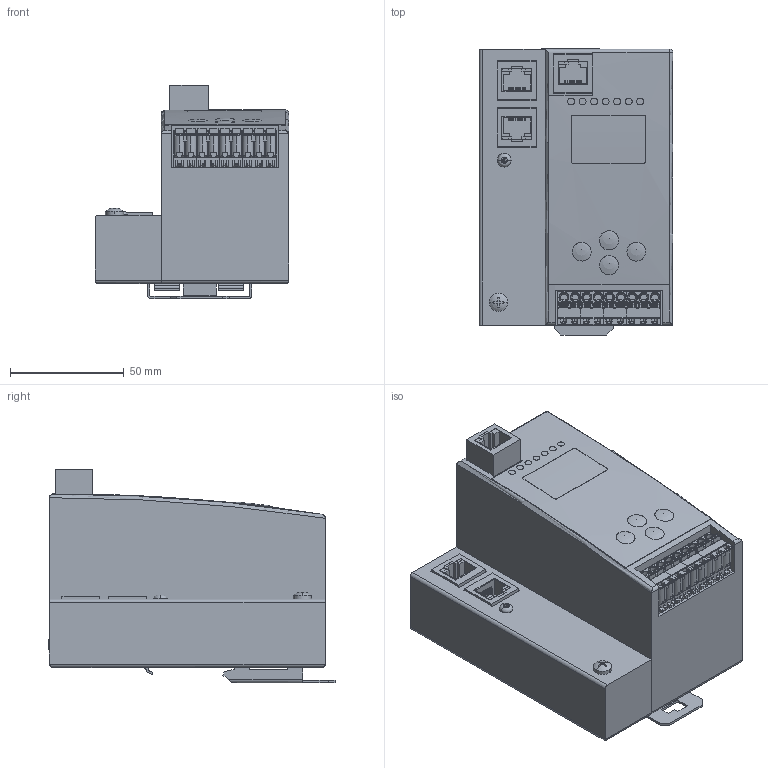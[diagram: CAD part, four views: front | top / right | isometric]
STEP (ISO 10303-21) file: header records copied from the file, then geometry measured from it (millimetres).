
FILE_DESCRIPTION(/* description */ ('Alibre Inc.'),/* implementation_level */ '2;1');
FILE_NAME(/* name */ 'export0',/* time_stamp */ '2016-08-31T11:09:35+02:00',/* author */ (''),/* organization */ (''),/* preprocessor_version */ 'ST-DEVELOPER v14',/* originating_system */ 'Alibre',/* authorisation */ '');
FILE_SCHEMA (('AUTOMOTIVE_DESIGN'));
Length unit declared in the file: centimetre
Products named in the file (22): ID_1
Bounding box: 85 x 125.49 x 93.7 mm (x, y, z)
Volume: 602637.8 mm3; surface area: 94447.7 mm2
Topology: 26 solids, 95 shells, 2967 faces, 7867 edges, 5167 vertices
Faces by surface type: plane 1936, cylinder 549, bspline 410, cone 42, torus 22, sphere 8
Full cylindrical faces by diameter (mm): 2.459 x1, 3 x7, 3.242 x1
Entity records: 71101 total; most frequent: CARTESIAN_POINT 26531, ORIENTED_EDGE 9920, DIRECTION 6660, EDGE_CURVE 4960, VECTOR 3570, LINE 3570, VERTEX_POINT 3264, AXIS2_PLACEMENT_3D 2137
